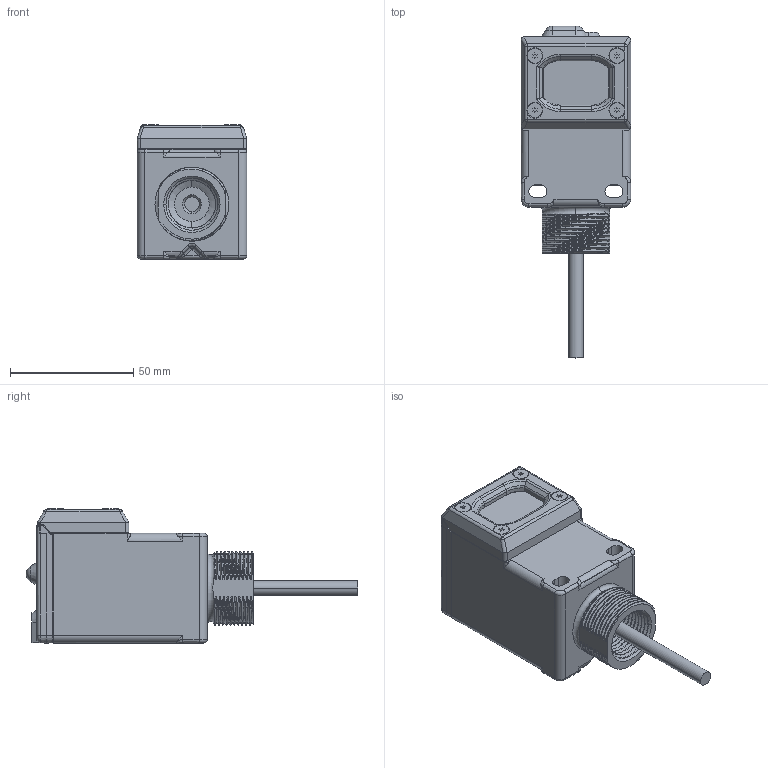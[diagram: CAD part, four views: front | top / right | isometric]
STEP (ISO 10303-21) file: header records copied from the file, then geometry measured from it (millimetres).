
FILE_DESCRIPTION((''),'2;1');
FILE_NAME('156706_SM01_ASM','2022-11-07T10:03:19',('PDMAdmin'),('BANNER ENGINEERING'),'CREO PARAMETRIC BY PTC INC, 2019292','CREO PARAMETRIC BY PTC INC, 2019292','');
FILE_SCHEMA(('CONFIG_CONTROL_DESIGN'));
Products named in the file (3): 156706_EP01; 09459; 156706_SM01_ASM
Assembly tree (2 placements, depth 2):
  156706_SM01_ASM
    156706_EP01
    09459
Bounding box: 44.57 x 134.61 x 54.35 mm (x, y, z)
Volume: 151449.2 mm3; surface area: 29469.1 mm2
Topology: 2 solids, 2 shells, 743 faces, 1987 edges, 1254 vertices
Faces by surface type: plane 301, cylinder 202, bspline 144, cone 54, torus 29, sphere 13
Entity records: 39178 total; most frequent: CARTESIAN_POINT 21748, ORIENTED_EDGE 3958, DIRECTION 3110, EDGE_CURVE 1979, VERTEX_POINT 1254, VECTOR 1094, LINE 1094, AXIS2_PLACEMENT_3D 1008
